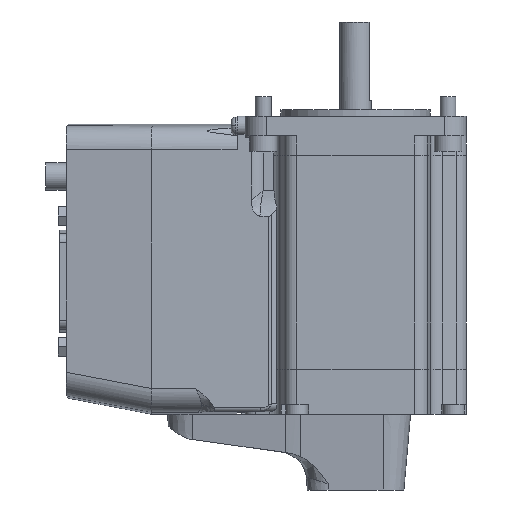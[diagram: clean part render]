
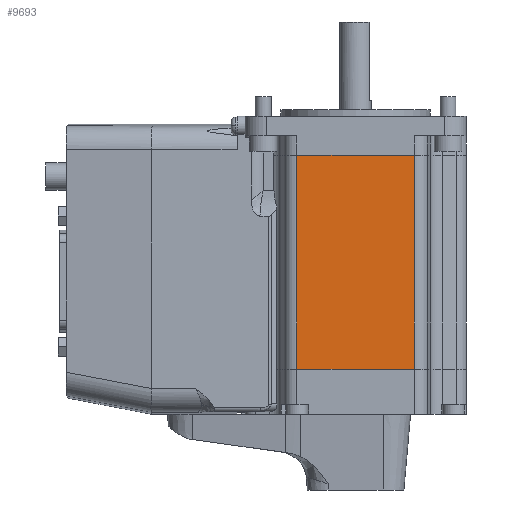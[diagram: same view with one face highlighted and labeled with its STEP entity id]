
A CAD part, front view. The second image highlights one B-rep face of the part: STEP entity #9693.
In plain terms, the highlighted planar face has unit normal (0, -1, 0).
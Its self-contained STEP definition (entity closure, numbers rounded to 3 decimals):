
#57 = VERTEX_POINT ( 'NONE', #1587 ) ;
#1587 = CARTESIAN_POINT ( 'NONE',  ( -15., -28.2, -64.5 ) ) ;
#1632 = VERTEX_POINT ( 'NONE', #8727 ) ;
#1892 = EDGE_LOOP ( 'NONE', ( #16525, #14865, #6807, #16339 ) ) ;
#2768 = DIRECTION ( 'NONE',  ( 0., 0., 1. ) ) ;
#3195 = EDGE_CURVE ( 'NONE', #1632, #7664, #9212, .T. ) ;
#3925 = FACE_OUTER_BOUND ( 'NONE', #1892, .T. ) ;
#3958 = VECTOR ( 'NONE', #11971, 1000. ) ;
#4813 = VECTOR ( 'NONE', #5043, 1000. ) ;
#4929 = CARTESIAN_POINT ( 'NONE',  ( 15., -28.2, -64.5 ) ) ;
#5043 = DIRECTION ( 'NONE',  ( 0., 0., 1. ) ) ;
#5373 = CARTESIAN_POINT ( 'NONE',  ( 15., -28.2, -10. ) ) ;
#6238 = EDGE_CURVE ( 'NONE', #57, #8748, #11649, .T. ) ;
#6372 = EDGE_CURVE ( 'NONE', #57, #1632, #8802, .T. ) ;
#6807 = ORIENTED_EDGE ( 'NONE', *, *, #3195, .T. ) ;
#7461 = DIRECTION ( 'NONE',  ( 1., 0., 0. ) ) ;
#7664 = VERTEX_POINT ( 'NONE', #14546 ) ;
#8727 = CARTESIAN_POINT ( 'NONE',  ( 15., -28.2, -64.5 ) ) ;
#8748 = VERTEX_POINT ( 'NONE', #15590 ) ;
#8802 = LINE ( 'NONE', #4929, #12651 ) ;
#9089 = PLANE ( 'NONE',  #9244 ) ;
#9212 = LINE ( 'NONE', #14381, #13574 ) ;
#9244 = AXIS2_PLACEMENT_3D ( 'NONE', #13077, #14259, #14435 ) ;
#9693 = ADVANCED_FACE ( 'NONE', ( #3925 ), #9089, .T. ) ;
#11409 = EDGE_CURVE ( 'NONE', #7664, #8748, #11799, .T. ) ;
#11649 = LINE ( 'NONE', #13083, #4813 ) ;
#11799 = LINE ( 'NONE', #5373, #3958 ) ;
#11971 = DIRECTION ( 'NONE',  ( -1., 0., 0. ) ) ;
#12651 = VECTOR ( 'NONE', #7461, 1000. ) ;
#13077 = CARTESIAN_POINT ( 'NONE',  ( 15., -28.2, -76. ) ) ;
#13083 = CARTESIAN_POINT ( 'NONE',  ( -15., -28.2, -76. ) ) ;
#13574 = VECTOR ( 'NONE', #2768, 1000. ) ;
#14259 = DIRECTION ( 'NONE',  ( 0., -1., 0. ) ) ;
#14381 = CARTESIAN_POINT ( 'NONE',  ( 15., -28.2, -76. ) ) ;
#14435 = DIRECTION ( 'NONE',  ( 1., 0., 0. ) ) ;
#14546 = CARTESIAN_POINT ( 'NONE',  ( 15., -28.2, -10. ) ) ;
#14865 = ORIENTED_EDGE ( 'NONE', *, *, #6372, .T. ) ;
#15590 = CARTESIAN_POINT ( 'NONE',  ( -15., -28.2, -10. ) ) ;
#16339 = ORIENTED_EDGE ( 'NONE', *, *, #11409, .T. ) ;
#16525 = ORIENTED_EDGE ( 'NONE', *, *, #6238, .F. ) ;
